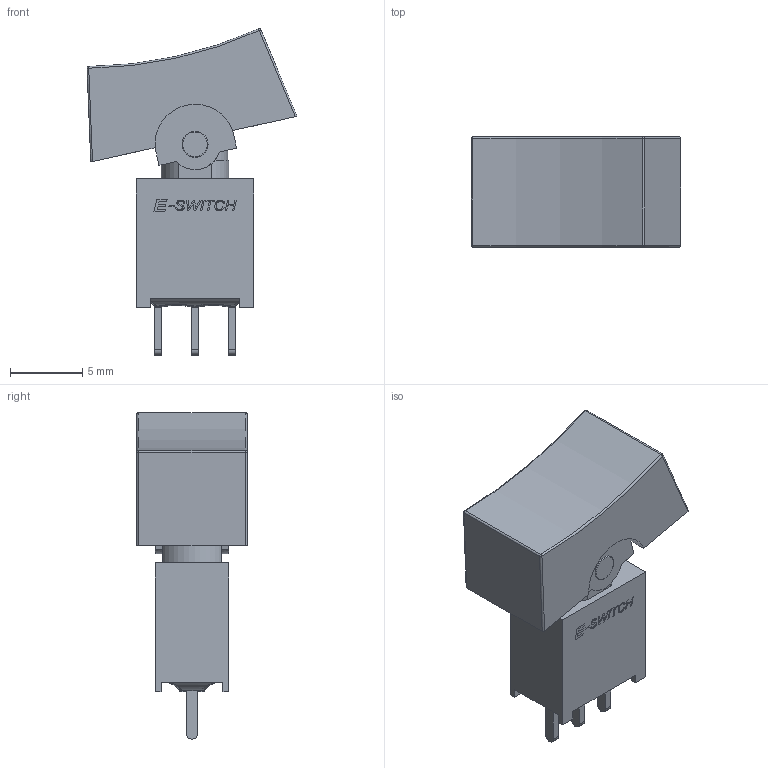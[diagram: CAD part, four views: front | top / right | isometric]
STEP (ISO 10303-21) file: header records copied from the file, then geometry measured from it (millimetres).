
FILE_DESCRIPTION(/* description */ (''),/* implementation_level */ '2;1');
FILE_NAME(/* name */ '400AWMSPxR1xxxM1xE.stp',/* time_stamp */ '2025-05-14T14:54:54-05:00',/* author */ ('mroman'),/* organization */ (''),/* preprocessor_version */ 'ST-DEVELOPER v18.1',/* originating_system */ 'Autodesk Inventor 2022',/* authorisation */ '');
FILE_SCHEMA (('AUTOMOTIVE_DESIGN { 1 0 10303 214 3 1 1 }'));
Length unit declared in the file: inch
Products named in the file (1): 400AWMSPxR1xxxM1xE
Bounding box: 14.51 x 7.62 x 22.57 mm (x, y, z)
Volume: 745 mm3; surface area: 1076 mm2
Topology: 1 solids, 1 shells, 216 faces, 593 edges, 386 vertices
Faces by surface type: plane 136, bspline 46, cylinder 26, sphere 4, torus 4
Full cylindrical faces by diameter (mm): 3.5 x1
Entity records: 7244 total; most frequent: CARTESIAN_POINT 2046, ORIENTED_EDGE 1178, DIRECTION 877, EDGE_CURVE 589, LINE 407, VECTOR 407, VERTEX_POINT 386, AXIS2_PLACEMENT_3D 235
